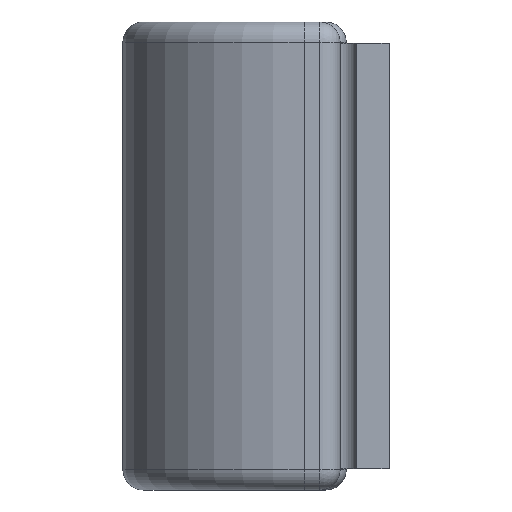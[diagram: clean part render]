
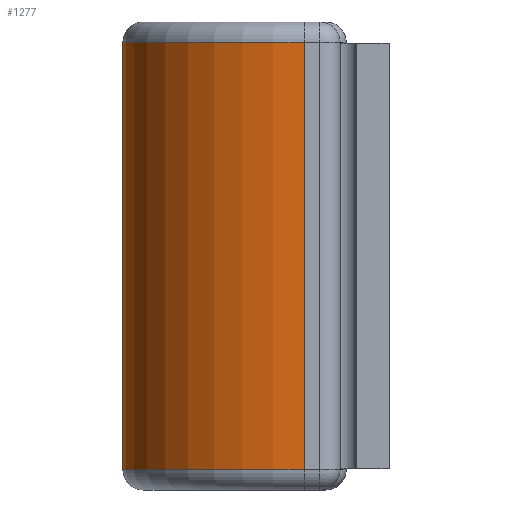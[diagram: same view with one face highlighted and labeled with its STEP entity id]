
A CAD part, left-side view. The second image highlights one B-rep face of the part: STEP entity #1277.
In plain terms, the highlighted cylindrical face has radius 6.769 mm (diameter 13.538 mm), a partial arc.
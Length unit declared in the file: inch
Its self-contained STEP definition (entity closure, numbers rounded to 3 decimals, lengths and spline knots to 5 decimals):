
#23 = AXIS2_PLACEMENT_3D ( 'NONE', #426, #1484, #589 ) ;
#68 = DIRECTION ( 'NONE',  ( 0., 0., 1. ) ) ;
#131 = ORIENTED_EDGE ( 'NONE', *, *, #528, .F. ) ;
#282 = CARTESIAN_POINT ( 'NONE',  ( 0.5765, 0.12475, -0.31375 ) ) ;
#281 = AXIS2_PLACEMENT_3D ( 'NONE', #1010, #68, #1161 ) ;
#318 = LINE ( 'NONE', #282, #1471 ) ;
#347 = CARTESIAN_POINT ( 'NONE',  ( 1.1095, 0.12475, -0.31375 ) ) ;
#426 = CARTESIAN_POINT ( 'NONE',  ( 0.843, 0.12475, 0.31375 ) ) ;
#446 = DIRECTION ( 'NONE',  ( 0., 0., 1. ) ) ;
#510 = VERTEX_POINT ( 'NONE', #1984 ) ;
#528 = EDGE_CURVE ( 'NONE', #1743, #510, #730, .T. ) ;
#544 = EDGE_CURVE ( 'NONE', #1121, #568, #318, .T. ) ;
#568 = VERTEX_POINT ( 'NONE', #1960 ) ;
#572 = EDGE_LOOP ( 'NONE', ( #131, #924, #808, #1109 ) ) ;
#576 = CIRCLE ( 'NONE', #23, 0.2665 ) ;
#589 = DIRECTION ( 'NONE',  ( 1., 0., 0. ) ) ;
#596 = CARTESIAN_POINT ( 'NONE',  ( 0.843, 0.12475, 0.3125 ) ) ;
#699 = FACE_OUTER_BOUND ( 'NONE', #572, .T. ) ;
#730 = LINE ( 'NONE', #1800, #1521 ) ;
#759 = DIRECTION ( 'NONE',  ( 0., 0., 1. ) ) ;
#793 = EDGE_CURVE ( 'NONE', #510, #568, #576, .T. ) ;
#808 = ORIENTED_EDGE ( 'NONE', *, *, #544, .T. ) ;
#901 = DIRECTION ( 'NONE',  ( 0., 0., 1. ) ) ;
#924 = ORIENTED_EDGE ( 'NONE', *, *, #1931, .T. ) ;
#1010 = CARTESIAN_POINT ( 'NONE',  ( 0.843, 0.12475, -0.31375 ) ) ;
#1053 = AXIS2_PLACEMENT_3D ( 'NONE', #596, #759, #1352 ) ;
#1065 = CIRCLE ( 'NONE', #281, 0.2665 ) ;
#1109 = ORIENTED_EDGE ( 'NONE', *, *, #793, .F. ) ;
#1121 = VERTEX_POINT ( 'NONE', #1376 ) ;
#1161 = DIRECTION ( 'NONE',  ( 1., 0., 0. ) ) ;
#1277 = ADVANCED_FACE ( 'NONE', ( #699 ), #1652, .T. ) ;
#1352 = DIRECTION ( 'NONE',  ( 1., 0., 0. ) ) ;
#1376 = CARTESIAN_POINT ( 'NONE',  ( 0.5765, 0.12475, -0.31375 ) ) ;
#1471 = VECTOR ( 'NONE', #446, 39.37008 ) ;
#1484 = DIRECTION ( 'NONE',  ( 0., 0., 1. ) ) ;
#1521 = VECTOR ( 'NONE', #901, 39.37008 ) ;
#1652 = CYLINDRICAL_SURFACE ( 'NONE', #1053, 0.2665 ) ;
#1743 = VERTEX_POINT ( 'NONE', #347 ) ;
#1800 = CARTESIAN_POINT ( 'NONE',  ( 1.1095, 0.12475, -0.31375 ) ) ;
#1931 = EDGE_CURVE ( 'NONE', #1743, #1121, #1065, .T. ) ;
#1960 = CARTESIAN_POINT ( 'NONE',  ( 0.5765, 0.12475, 0.31375 ) ) ;
#1984 = CARTESIAN_POINT ( 'NONE',  ( 1.1095, 0.12475, 0.31375 ) ) ;
